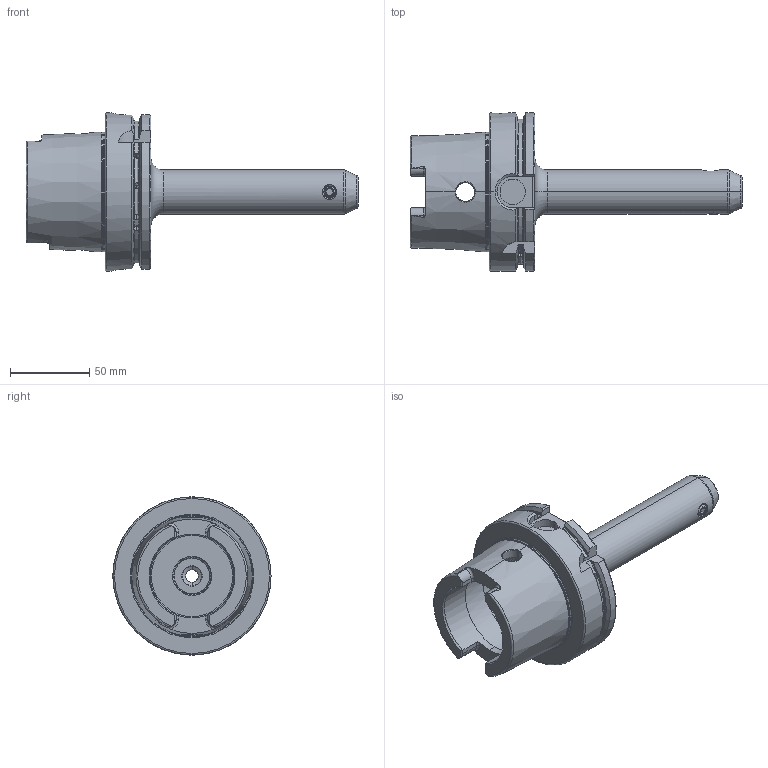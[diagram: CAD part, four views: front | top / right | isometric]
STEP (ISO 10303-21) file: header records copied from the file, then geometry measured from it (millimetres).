
FILE_DESCRIPTION (( 'STEP AP203' ), '1' );
FILE_NAME ('A100.04.08.2.STEP', '2016-09-05T08:11:45', ( '' ), ( '' ), 'SwSTEP 2.0', 'SolidWorks 2012', '' );
FILE_SCHEMA (( 'CONFIG_CONTROL_DESIGN' ));
Length unit declared in the file: millimetre
Products named in the file (3): 側固8_M8x1.25_10L; A100.04.08.2
Assembly tree (2 placements, depth 2):
  A100.04.08.2
    A100.04.08.2
    側固8_M8x1.25_10L
Bounding box: 210 x 100 x 100 mm (x, y, z)
Volume: 319724.2 mm3; surface area: 67505.9 mm2
Topology: 2 solids, 2 shells, 277 faces, 752 edges, 476 vertices
Faces by surface type: cylinder 107, plane 55, cone 47, torus 35, bspline 31, sphere 2
Entity records: 31912 total; most frequent: CARTESIAN_POINT 25388, ORIENTED_EDGE 1480, DIRECTION 1104, EDGE_CURVE 740, VERTEX_POINT 476, AXIS2_PLACEMENT_3D 442, EDGE_LOOP 294, FACE_OUTER_BOUND 277
